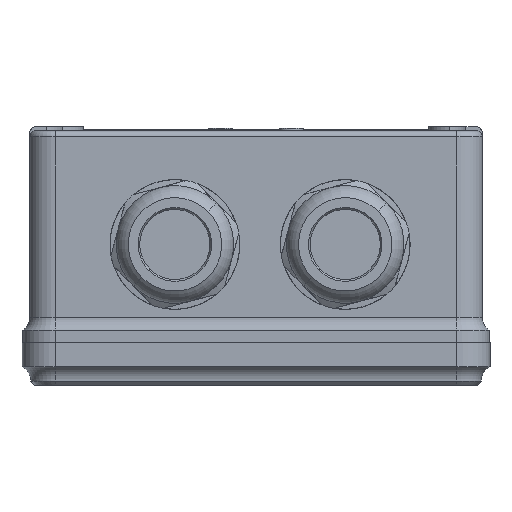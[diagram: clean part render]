
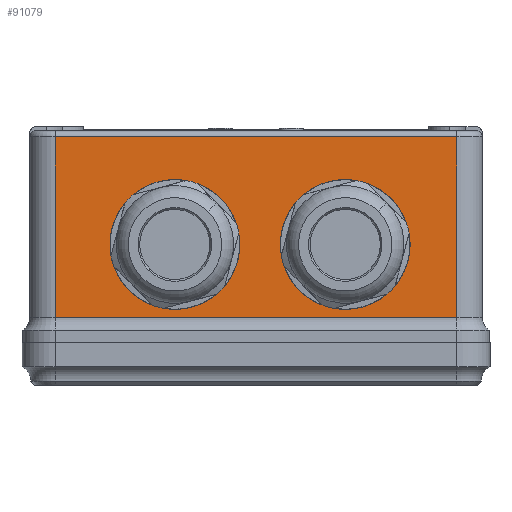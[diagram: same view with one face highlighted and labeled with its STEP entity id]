
A CAD part, front view. The second image highlights one B-rep face of the part: STEP entity #91079.
In plain terms, the highlighted planar face has unit normal (0, -1, 0).
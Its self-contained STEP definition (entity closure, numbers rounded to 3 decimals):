
#1573 = LINE ( 'NONE', #89199, #24038 ) ;
#4925 = DIRECTION ( 'NONE',  ( 0., 0., 1. ) ) ;
#6062 = CARTESIAN_POINT ( 'NONE',  ( -20., -55.8, 24.2 ) ) ;
#6559 = DIRECTION ( 'NONE',  ( 0., 0., -1. ) ) ;
#7920 = DIRECTION ( 'NONE',  ( 0., -1., 0. ) ) ;
#7950 = CARTESIAN_POINT ( 'NONE',  ( -49.5, -55.8, -162.635 ) ) ;
#8001 = VERTEX_POINT ( 'NONE', #90677 ) ;
#14471 = EDGE_CURVE ( 'NONE', #77259, #37242, #1573, .T. ) ;
#14564 = DIRECTION ( 'NONE',  ( 0., 0., -1. ) ) ;
#18421 = CIRCLE ( 'NONE', #57645, 12.6 ) ;
#18856 = ORIENTED_EDGE ( 'NONE', *, *, #23815, .F. ) ;
#20183 = LINE ( 'NONE', #7950, #87306 ) ;
#20981 = CARTESIAN_POINT ( 'NONE',  ( -20., -55.8, 11.6 ) ) ;
#23590 = DIRECTION ( 'NONE',  ( 0., 0., -1. ) ) ;
#23815 = EDGE_CURVE ( 'NONE', #38769, #96293, #77698, .T. ) ;
#24038 = VECTOR ( 'NONE', #4925, 1000. ) ;
#28053 = CARTESIAN_POINT ( 'NONE',  ( 22., -55.8, 24.2 ) ) ;
#29298 = CARTESIAN_POINT ( 'NONE',  ( -49.5, -55.8, 50.7 ) ) ;
#30748 = ORIENTED_EDGE ( 'NONE', *, *, #31024, .F. ) ;
#31024 = EDGE_CURVE ( 'NONE', #8001, #33666, #18421, .T. ) ;
#33296 = FACE_BOUND ( 'NONE', #56094, .T. ) ;
#33666 = VERTEX_POINT ( 'NONE', #20981 ) ;
#34271 = EDGE_CURVE ( 'NONE', #96293, #38769, #82442, .T. ) ;
#34446 = ORIENTED_EDGE ( 'NONE', *, *, #40786, .T. ) ;
#36446 = DIRECTION ( 'NONE',  ( 0., 0., -1. ) ) ;
#37242 = VERTEX_POINT ( 'NONE', #89725 ) ;
#38266 = CARTESIAN_POINT ( 'NONE',  ( -49.5, -55.8, 6.273 ) ) ;
#38769 = VERTEX_POINT ( 'NONE', #48085 ) ;
#39624 = CIRCLE ( 'NONE', #59530, 12.6 ) ;
#39994 = EDGE_LOOP ( 'NONE', ( #67763, #34446, #65220, #68422 ) ) ;
#40786 = EDGE_CURVE ( 'NONE', #37242, #81827, #65376, .T. ) ;
#42929 = VECTOR ( 'NONE', #70196, 1000. ) ;
#44767 = LINE ( 'NONE', #58581, #72534 ) ;
#48085 = CARTESIAN_POINT ( 'NONE',  ( 22., -55.8, 11.6 ) ) ;
#48490 = PLANE ( 'NONE',  #108152 ) ;
#53027 = FACE_BOUND ( 'NONE', #106461, .T. ) ;
#56094 = EDGE_LOOP ( 'NONE', ( #58088, #30748 ) ) ;
#56914 = DIRECTION ( 'NONE',  ( 0., -1., 0. ) ) ;
#57645 = AXIS2_PLACEMENT_3D ( 'NONE', #107397, #56914, #6559 ) ;
#58088 = ORIENTED_EDGE ( 'NONE', *, *, #93887, .F. ) ;
#58284 = CARTESIAN_POINT ( 'NONE',  ( 22., -55.8, 24.2 ) ) ;
#58581 = CARTESIAN_POINT ( 'NONE',  ( 49.5, -55.8, 6.273 ) ) ;
#59530 = AXIS2_PLACEMENT_3D ( 'NONE', #6062, #64921, #14564 ) ;
#60267 = EDGE_CURVE ( 'NONE', #80032, #81827, #20183, .T. ) ;
#62058 = CARTESIAN_POINT ( 'NONE',  ( -49.5, -55.8, 50.7 ) ) ;
#63006 = CARTESIAN_POINT ( 'NONE',  ( 22., -55.8, 36.8 ) ) ;
#64032 = ORIENTED_EDGE ( 'NONE', *, *, #34271, .F. ) ;
#64535 = AXIS2_PLACEMENT_3D ( 'NONE', #28053, #86935, #36446 ) ;
#64921 = DIRECTION ( 'NONE',  ( 0., -1., 0. ) ) ;
#65220 = ORIENTED_EDGE ( 'NONE', *, *, #60267, .F. ) ;
#65376 = LINE ( 'NONE', #62058, #42929 ) ;
#66763 = DIRECTION ( 'NONE',  ( 0., 0., -1. ) ) ;
#66802 = DIRECTION ( 'NONE',  ( 0., 0., 1. ) ) ;
#67763 = ORIENTED_EDGE ( 'NONE', *, *, #14471, .T. ) ;
#68422 = ORIENTED_EDGE ( 'NONE', *, *, #85684, .T. ) ;
#70196 = DIRECTION ( 'NONE',  ( -1., 0., 0. ) ) ;
#72534 = VECTOR ( 'NONE', #92132, 1000. ) ;
#73968 = DIRECTION ( 'NONE',  ( 0., -1., 0. ) ) ;
#74784 = AXIS2_PLACEMENT_3D ( 'NONE', #58284, #7920, #66763 ) ;
#77259 = VERTEX_POINT ( 'NONE', #100668 ) ;
#77698 = CIRCLE ( 'NONE', #64535, 12.6 ) ;
#80032 = VERTEX_POINT ( 'NONE', #38266 ) ;
#81827 = VERTEX_POINT ( 'NONE', #29298 ) ;
#82442 = CIRCLE ( 'NONE', #74784, 12.6 ) ;
#85684 = EDGE_CURVE ( 'NONE', #80032, #77259, #44767, .T. ) ;
#86935 = DIRECTION ( 'NONE',  ( 0., -1., 0. ) ) ;
#87306 = VECTOR ( 'NONE', #66802, 1000. ) ;
#89199 = CARTESIAN_POINT ( 'NONE',  ( 49.5, -55.8, -162.635 ) ) ;
#89725 = CARTESIAN_POINT ( 'NONE',  ( 49.5, -55.8, 50.7 ) ) ;
#90677 = CARTESIAN_POINT ( 'NONE',  ( -20., -55.8, 36.8 ) ) ;
#91079 = ADVANCED_FACE ( 'NONE', ( #33296, #53027, #97874 ), #48490, .T. ) ;
#92132 = DIRECTION ( 'NONE',  ( 1., 0., 0. ) ) ;
#93887 = EDGE_CURVE ( 'NONE', #33666, #8001, #39624, .T. ) ;
#96293 = VERTEX_POINT ( 'NONE', #63006 ) ;
#97874 = FACE_OUTER_BOUND ( 'NONE', #39994, .T. ) ;
#100668 = CARTESIAN_POINT ( 'NONE',  ( 49.5, -55.8, 6.273 ) ) ;
#106461 = EDGE_LOOP ( 'NONE', ( #18856, #64032 ) ) ;
#107397 = CARTESIAN_POINT ( 'NONE',  ( -20., -55.8, 24.2 ) ) ;
#107464 = CARTESIAN_POINT ( 'NONE',  ( -49.5, -55.8, -162.635 ) ) ;
#108152 = AXIS2_PLACEMENT_3D ( 'NONE', #107464, #73968, #23590 ) ;
